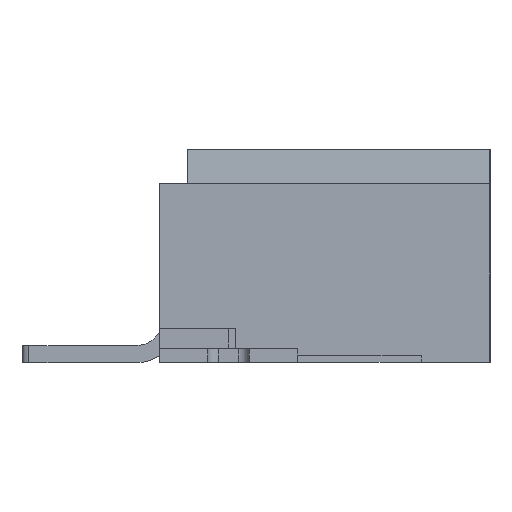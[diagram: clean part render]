
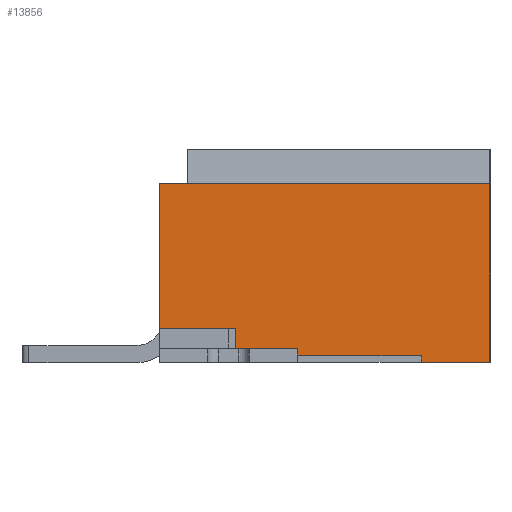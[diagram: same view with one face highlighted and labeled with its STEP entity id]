
A CAD part, left-side view. The second image highlights one B-rep face of the part: STEP entity #13856.
In plain terms, the highlighted planar face has unit normal (-1, 0, 0).
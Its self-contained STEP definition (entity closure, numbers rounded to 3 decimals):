
#1798=ORIENTED_EDGE('',*,*,#5507,.F.);
#1799=ORIENTED_EDGE('',*,*,#5508,.T.);
#1800=ORIENTED_EDGE('',*,*,#5509,.T.);
#1801=ORIENTED_EDGE('',*,*,#5510,.T.);
#1802=ORIENTED_EDGE('',*,*,#5511,.F.);
#1803=ORIENTED_EDGE('',*,*,#5512,.F.);
#1804=ORIENTED_EDGE('',*,*,#5513,.T.);
#1805=ORIENTED_EDGE('',*,*,#5514,.T.);
#1806=ORIENTED_EDGE('',*,*,#5515,.T.);
#5507=EDGE_CURVE('',#7316,#7317,#8850,.T.);
#5508=EDGE_CURVE('',#7316,#7318,#8851,.T.);
#5509=EDGE_CURVE('',#7318,#7319,#8852,.T.);
#5510=EDGE_CURVE('',#7319,#7320,#8853,.T.);
#5511=EDGE_CURVE('',#7321,#7320,#8854,.T.);
#5512=EDGE_CURVE('',#7322,#7321,#8855,.T.);
#5513=EDGE_CURVE('',#7322,#6649,#8856,.T.);
#5514=EDGE_CURVE('',#6649,#7323,#8857,.T.);
#5515=EDGE_CURVE('',#7323,#7317,#8858,.T.);
#6649=VERTEX_POINT('',#19209);
#7316=VERTEX_POINT('',#20966);
#7317=VERTEX_POINT('',#20967);
#7318=VERTEX_POINT('',#20969);
#7319=VERTEX_POINT('',#20971);
#7320=VERTEX_POINT('',#20973);
#7321=VERTEX_POINT('',#20975);
#7322=VERTEX_POINT('',#20977);
#7323=VERTEX_POINT('',#20980);
#8850=LINE('',#20965,#10798);
#8851=LINE('',#20968,#10799);
#8852=LINE('',#20970,#10800);
#8853=LINE('',#20972,#10801);
#8854=LINE('',#20974,#10802);
#8855=LINE('',#20976,#10803);
#8856=LINE('',#20978,#10804);
#8857=LINE('',#20979,#10805);
#8858=LINE('',#20981,#10806);
#10798=VECTOR('',#16749,1000.);
#10799=VECTOR('',#16750,1000.);
#10800=VECTOR('',#16751,1000.);
#10801=VECTOR('',#16752,1000.);
#10802=VECTOR('',#16753,1000.);
#10803=VECTOR('',#16754,1000.);
#10804=VECTOR('',#16755,1000.);
#10805=VECTOR('',#16756,1000.);
#10806=VECTOR('',#16757,1000.);
#11859=EDGE_LOOP('',(#1798,#1799,#1800,#1801,#1802,#1803,#1804,#1805,#1806));
#12542=FACE_BOUND('',#11859,.T.);
#13202=PLANE('',#14635);
#13856=ADVANCED_FACE('',(#12542),#13202,.F.);
#14635=AXIS2_PLACEMENT_3D('',#20964,#16747,#16748);
#16747=DIRECTION('',(1.,0.,0.));
#16748=DIRECTION('',(0.,0.,-1.));
#16749=DIRECTION('',(0.,1.,0.));
#16750=DIRECTION('',(0.,0.,-1.));
#16751=DIRECTION('',(0.,-1.,0.));
#16752=DIRECTION('',(0.,0.,-1.));
#16753=DIRECTION('',(0.,1.,0.));
#16754=DIRECTION('',(0.,0.,-1.));
#16755=DIRECTION('',(0.,1.,0.));
#16756=DIRECTION('',(0.,1.,0.));
#16757=DIRECTION('',(0.,0.,-1.));
#19209=CARTESIAN_POINT('',(-12.9,2.,1.05));
#20964=CARTESIAN_POINT('',(-12.9,-2.4,1.05));
#20965=CARTESIAN_POINT('',(-12.9,1.3,-1.05));
#20966=CARTESIAN_POINT('',(-12.9,1.3,-1.05));
#20967=CARTESIAN_POINT('',(-12.9,2.4,-1.05));
#20968=CARTESIAN_POINT('',(-12.9,1.3,-1.05));
#20969=CARTESIAN_POINT('',(-12.9,1.3,-1.45));
#20970=CARTESIAN_POINT('',(-12.9,2.4,-1.45));
#20971=CARTESIAN_POINT('',(-12.9,-1.4,-1.45));
#20972=CARTESIAN_POINT('',(-12.9,-1.4,-1.45));
#20973=CARTESIAN_POINT('',(-12.9,-1.4,-1.55));
#20974=CARTESIAN_POINT('',(-12.9,-2.4,-1.55));
#20975=CARTESIAN_POINT('',(-12.9,-2.4,-1.55));
#20976=CARTESIAN_POINT('',(-12.9,-2.4,1.05));
#20977=CARTESIAN_POINT('',(-12.9,-2.4,1.05));
#20978=CARTESIAN_POINT('',(-12.9,-2.4,1.05));
#20979=CARTESIAN_POINT('',(-12.9,2.,1.05));
#20980=CARTESIAN_POINT('',(-12.9,2.4,1.05));
#20981=CARTESIAN_POINT('',(-12.9,2.4,1.05));
